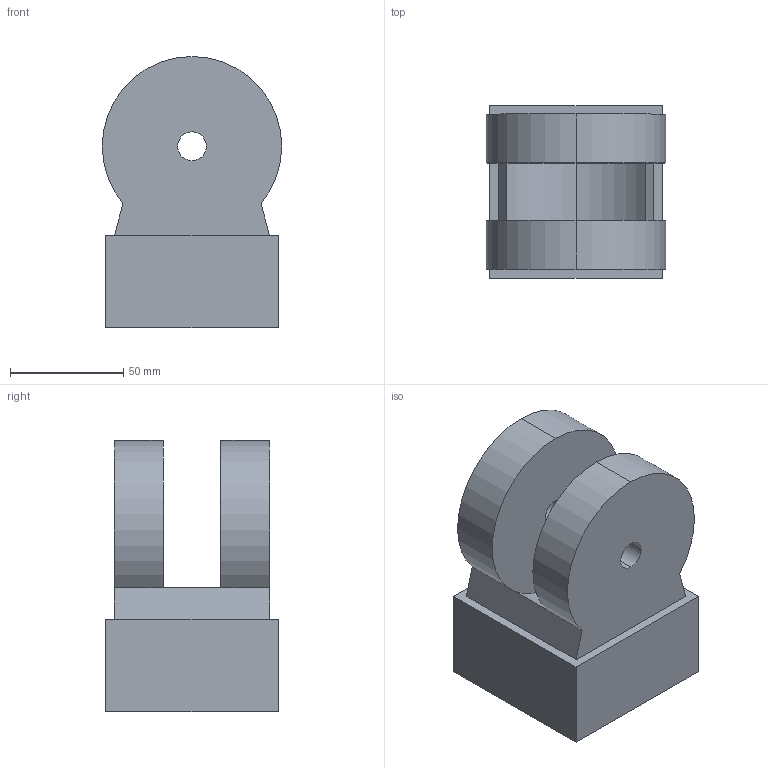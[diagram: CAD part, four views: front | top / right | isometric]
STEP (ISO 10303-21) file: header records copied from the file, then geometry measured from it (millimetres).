
FILE_DESCRIPTION (( 'STEP AP203' ), '1' );
FILE_NAME ('4_默认_sldprt.STEP', '2018-05-11T02:22:58', ( '' ), ( '' ), 'SwSTEP 2.0', 'SolidWorks 2015', '' );
FILE_SCHEMA (( 'CONFIG_CONTROL_DESIGN' ));
Length unit declared in the file: millimetre
Products named in the file (1): 4_默认_sldprt
Bounding box: 79.25 x 76.2 x 119.65 mm (x, y, z)
Volume: 464301.1 mm3; surface area: 52367.4 mm2
Topology: 1 solids, 1 shells, 23 faces, 55 edges, 36 vertices
Faces by surface type: plane 13, cylinder 10
Entity records: 760 total; most frequent: DIRECTION 125, CARTESIAN_POINT 115, ORIENTED_EDGE 110, EDGE_CURVE 55, AXIS2_PLACEMENT_3D 46, VERTEX_POINT 36, LINE 33, VECTOR 33
